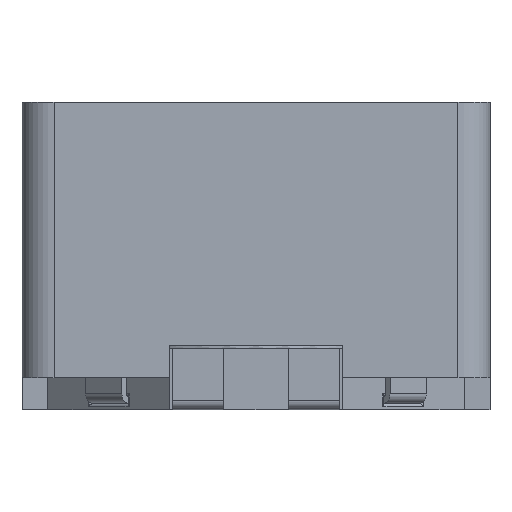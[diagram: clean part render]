
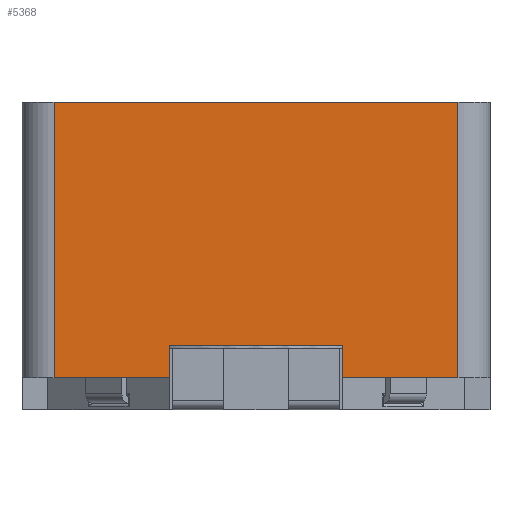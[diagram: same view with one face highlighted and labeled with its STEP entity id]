
A CAD part, front view. The second image highlights one B-rep face of the part: STEP entity #5368.
In plain terms, the highlighted planar face has unit normal (0, -1, 0).
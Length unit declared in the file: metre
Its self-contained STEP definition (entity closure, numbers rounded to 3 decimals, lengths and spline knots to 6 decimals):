
#1691=ORIENTED_EDGE('',*,*,#2520,.T.);
#1692=ORIENTED_EDGE('',*,*,#2509,.T.);
#1693=ORIENTED_EDGE('',*,*,#2535,.T.);
#1694=ORIENTED_EDGE('',*,*,#2439,.F.);
#1695=ORIENTED_EDGE('',*,*,#2536,.F.);
#1696=ORIENTED_EDGE('',*,*,#2537,.T.);
#1697=ORIENTED_EDGE('',*,*,#2533,.T.);
#1698=ORIENTED_EDGE('',*,*,#2437,.T.);
#2437=EDGE_CURVE('',#2989,#2992,#3577,.T.);
#2439=EDGE_CURVE('',#2993,#2995,#3578,.T.);
#2509=EDGE_CURVE('',#3041,#3044,#3629,.T.);
#2520=EDGE_CURVE('',#2992,#3041,#3638,.T.);
#2533=EDGE_CURVE('',#3058,#2989,#3649,.T.);
#2535=EDGE_CURVE('',#3044,#2995,#3650,.T.);
#2536=EDGE_CURVE('',#3059,#2993,#3651,.T.);
#2537=EDGE_CURVE('',#3059,#3058,#3652,.T.);
#2989=VERTEX_POINT('',#14830);
#2992=VERTEX_POINT('',#14835);
#2993=VERTEX_POINT('',#14839);
#2995=VERTEX_POINT('',#14842);
#3041=VERTEX_POINT('',#14977);
#3044=VERTEX_POINT('',#14982);
#3058=VERTEX_POINT('',#15029);
#3059=VERTEX_POINT('',#15034);
#3577=LINE('',#14836,#4177);
#3578=LINE('',#14841,#4178);
#3629=LINE('',#14983,#4229);
#3638=LINE('',#15002,#4238);
#3649=LINE('',#15028,#4249);
#3650=LINE('',#15032,#4250);
#3651=LINE('',#15033,#4251);
#3652=LINE('',#15035,#4252);
#4177=VECTOR('',#7907,1.);
#4178=VECTOR('',#7912,1.);
#4229=VECTOR('',#8045,1.);
#4238=VECTOR('',#8066,1.);
#4249=VECTOR('',#8089,1.);
#4250=VECTOR('',#8094,1.);
#4251=VECTOR('',#8095,1.);
#4252=VECTOR('',#8096,1.);
#4570=EDGE_LOOP('',(#1691,#1692,#1693,#1694,#1695,#1696,#1697,#1698));
#4886=FACE_BOUND('',#4570,.T.);
#5084=PLANE('',#6697);
#5368=ADVANCED_FACE('',(#4886),#5084,.F.);
#6697=AXIS2_PLACEMENT_3D('',#15031,#8092,#8093);
#7907=DIRECTION('',(0.,0.,1.));
#7912=DIRECTION('',(0.,0.,-1.));
#8045=DIRECTION('',(0.,0.,-1.));
#8066=DIRECTION('',(1.,0.,0.));
#8089=DIRECTION('',(1.,0.,0.));
#8092=DIRECTION('',(0.,1.,0.));
#8093=DIRECTION('',(0.,0.,-1.));
#8094=DIRECTION('',(1.,0.,0.));
#8095=DIRECTION('',(1.,0.,0.));
#8096=DIRECTION('',(0.,0.,-1.));
#14830=CARTESIAN_POINT('',(-0.00135,-0.00365,-0.0005));
#14835=CARTESIAN_POINT('',(-0.00135,-0.00365,0.));
#14836=CARTESIAN_POINT('',(-0.00135,-0.00365,0.0038));
#14839=CARTESIAN_POINT('',(0.00315,-0.00365,0.0038));
#14841=CARTESIAN_POINT('',(0.00315,-0.00365,0.0038));
#14842=CARTESIAN_POINT('',(0.00315,-0.00365,-0.0005));
#14977=CARTESIAN_POINT('',(0.00135,-0.00365,0.));
#14982=CARTESIAN_POINT('',(0.00135,-0.00365,-0.0005));
#14983=CARTESIAN_POINT('',(0.00135,-0.00365,0.0038));
#15002=CARTESIAN_POINT('',(-0.00365,-0.00365,0.));
#15028=CARTESIAN_POINT('',(-0.00365,-0.00365,-0.0005));
#15029=CARTESIAN_POINT('',(-0.00315,-0.00365,-0.0005));
#15031=CARTESIAN_POINT('',(-0.00365,-0.00365,0.0038));
#15032=CARTESIAN_POINT('',(-0.00365,-0.00365,-0.0005));
#15033=CARTESIAN_POINT('',(-0.00365,-0.00365,0.0038));
#15034=CARTESIAN_POINT('',(-0.00315,-0.00365,0.0038));
#15035=CARTESIAN_POINT('',(-0.00315,-0.00365,0.0038));
